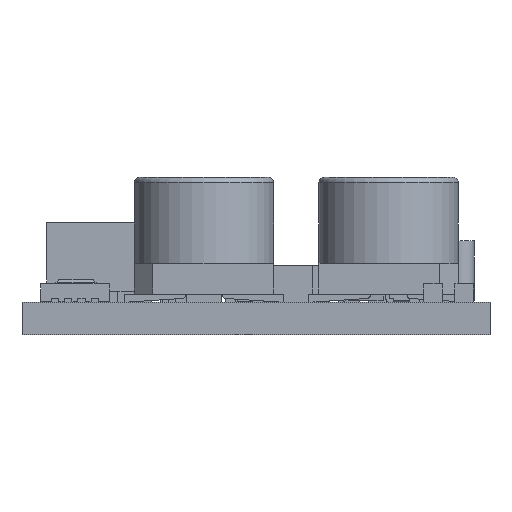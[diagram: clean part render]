
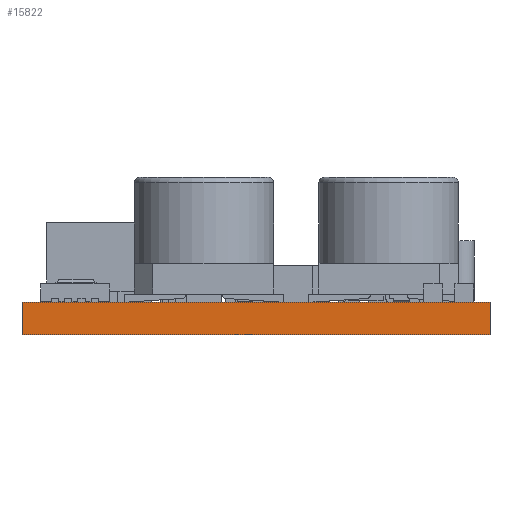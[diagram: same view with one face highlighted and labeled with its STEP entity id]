
A CAD part, front view. The second image highlights one B-rep face of the part: STEP entity #15822.
In plain terms, the highlighted planar face has unit normal (0, -1, 0).
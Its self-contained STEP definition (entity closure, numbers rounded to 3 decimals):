
#4036 = CARTESIAN_POINT ( 'NONE',  ( 0., 0., 1.575 ) ) ;
#6059 = CARTESIAN_POINT ( 'NONE',  ( 0., 0., 1.575 ) ) ;
#6168 = EDGE_LOOP ( 'NONE', ( #54957, #24447, #10225, #49545 ) ) ;
#6986 = DIRECTION ( 'NONE',  ( 0., 1., 0. ) ) ;
#9758 = CARTESIAN_POINT ( 'NONE',  ( 0., 0., 0. ) ) ;
#10225 = ORIENTED_EDGE ( 'NONE', *, *, #33957, .F. ) ;
#10655 = VECTOR ( 'NONE', #20110, 1000. ) ;
#11342 = EDGE_CURVE ( 'NONE', #38753, #52604, #43150, .T. ) ;
#12193 = CARTESIAN_POINT ( 'NONE',  ( 22.86, 0., 0. ) ) ;
#12286 = CARTESIAN_POINT ( 'NONE',  ( 22.86, 0., 1.575 ) ) ;
#14320 = EDGE_CURVE ( 'NONE', #19294, #19414, #43249, .T. ) ;
#14968 = LINE ( 'NONE', #56684, #10655 ) ;
#15822 = ADVANCED_FACE ( 'NONE', ( #55760 ), #23747, .F. ) ;
#19294 = VERTEX_POINT ( 'NONE', #4036 ) ;
#19414 = VERTEX_POINT ( 'NONE', #9758 ) ;
#20110 = DIRECTION ( 'NONE',  ( 1., 0., 0. ) ) ;
#23747 = PLANE ( 'NONE',  #49834 ) ;
#24447 = ORIENTED_EDGE ( 'NONE', *, *, #11342, .F. ) ;
#24595 = DIRECTION ( 'NONE',  ( 0., 0., -1. ) ) ;
#30434 = VECTOR ( 'NONE', #57277, 1000. ) ;
#33957 = EDGE_CURVE ( 'NONE', #19294, #38753, #14968, .T. ) ;
#34261 = CARTESIAN_POINT ( 'NONE',  ( 0., 0., 1.575 ) ) ;
#38753 = VERTEX_POINT ( 'NONE', #12286 ) ;
#38789 = CARTESIAN_POINT ( 'NONE',  ( 0., 0., 0. ) ) ;
#39812 = CARTESIAN_POINT ( 'NONE',  ( 22.86, 0., 1.575 ) ) ;
#43150 = LINE ( 'NONE', #39812, #48430 ) ;
#43249 = LINE ( 'NONE', #6059, #45704 ) ;
#43593 = DIRECTION ( 'NONE',  ( 0., 0., 1. ) ) ;
#45704 = VECTOR ( 'NONE', #24595, 1000. ) ;
#48430 = VECTOR ( 'NONE', #53147, 1000. ) ;
#49545 = ORIENTED_EDGE ( 'NONE', *, *, #14320, .T. ) ;
#49834 = AXIS2_PLACEMENT_3D ( 'NONE', #34261, #6986, #43593 ) ;
#52604 = VERTEX_POINT ( 'NONE', #12193 ) ;
#53147 = DIRECTION ( 'NONE',  ( 0., 0., -1. ) ) ;
#53813 = EDGE_CURVE ( 'NONE', #19414, #52604, #56982, .T. ) ;
#54957 = ORIENTED_EDGE ( 'NONE', *, *, #53813, .T. ) ;
#55760 = FACE_OUTER_BOUND ( 'NONE', #6168, .T. ) ;
#56684 = CARTESIAN_POINT ( 'NONE',  ( 0., 0., 1.575 ) ) ;
#56982 = LINE ( 'NONE', #38789, #30434 ) ;
#57277 = DIRECTION ( 'NONE',  ( 1., 0., 0. ) ) ;
